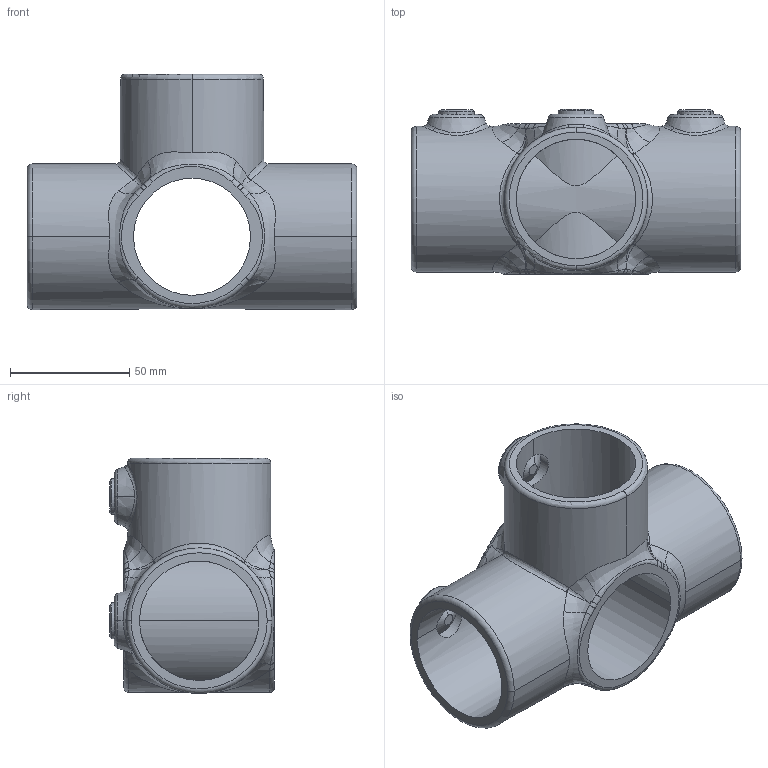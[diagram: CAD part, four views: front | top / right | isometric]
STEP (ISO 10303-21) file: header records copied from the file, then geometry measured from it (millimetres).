
FILE_DESCRIPTION (( 'STEP AP203' ), '1' );
FILE_NAME ('T17600.STEP', '2018-03-26T14:20:48', ( '' ), ( '' ), 'SwSTEP 2.0', 'SolidWorks 2016', '' );
FILE_SCHEMA (( 'CONFIG_CONTROL_DESIGN' ));
Length unit declared in the file: millimetre
Products named in the file (3): T17600; T19300
Assembly tree (4 placements, depth 2):
  T17600
    T17600
    T19300  x3
Bounding box: 138 x 69 x 98.5 mm (x, y, z)
Volume: 193647.2 mm3; surface area: 72762.1 mm2
Topology: 4 solids, 4 shells, 158 faces, 378 edges, 227 vertices
Faces by surface type: bspline 50, cylinder 37, plane 35, torus 18, cone 18
Entity records: 9346 total; most frequent: CARTESIAN_POINT 6361, ORIENTED_EDGE 620, DIRECTION 470, EDGE_CURVE 310, AXIS2_PLACEMENT_3D 207, VERTEX_POINT 187, EDGE_LOOP 137, FACE_OUTER_BOUND 128
